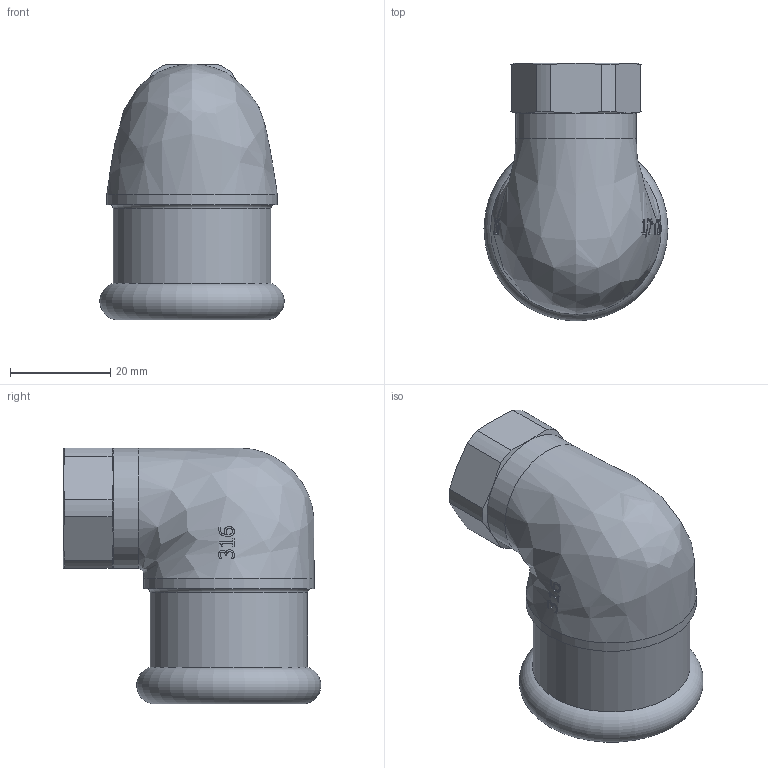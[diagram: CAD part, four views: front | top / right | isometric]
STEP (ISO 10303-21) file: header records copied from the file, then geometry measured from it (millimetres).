
FILE_DESCRIPTION(/* description */ ('Gomito 90° filettato femmina 1/2"x28 (Microfuso) / Elbow adapter 90° with female thread 1/2"x28 (casting)'),/* implementation_level */ '2;1');
FILE_NAME(/* name */ '198102028_Inoxpres.stp',/* time_stamp */ '2022-10-12T16:51:22+02:00',/* author */ ('Vault'),/* organization */ ('Raccorderie metalliche s.p.a. '),/* preprocessor_version */ 'ST-DEVELOPER v18.1',/* originating_system */ 'Autodesk Inventor 2020',/* authorisation */ 'Raccorderie metalliche s.p.a. ');
FILE_SCHEMA (('AUTOMOTIVE_DESIGN { 1 0 10303 214 3 1 1 }'));
Length unit declared in the file: millimetre
Products named in the file (1): 198102028_Inoxpres
Bounding box: 36.68 x 51.34 x 51 mm (x, y, z)
Volume: 16555.3 mm3; surface area: 12360.7 mm2
Topology: 1 solids, 1 shells, 207 faces, 572 edges, 382 vertices
Faces by surface type: bspline 97, plane 77, cylinder 14, cone 13, torus 6
Full cylindrical faces by diameter (mm): 18.631 x1, 24 x1, 25.6 x1, 28.4 x1, 28.8 x2, 31.4 x1, 34 x1
Entity records: 9580 total; most frequent: CARTESIAN_POINT 5120, ORIENTED_EDGE 1144, EDGE_CURVE 572, DIRECTION 548, VERTEX_POINT 382, B_SPLINE_CURVE_WITH_KNOTS 300, EDGE_LOOP 224, FACE_OUTER_BOUND 207
